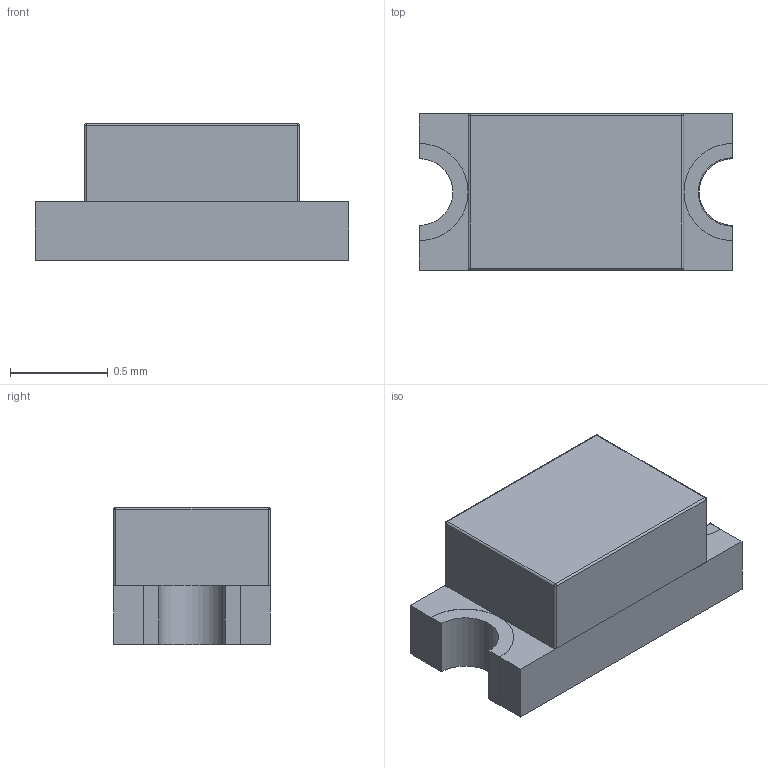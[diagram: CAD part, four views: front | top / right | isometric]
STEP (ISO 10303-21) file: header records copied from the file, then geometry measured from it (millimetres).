
FILE_DESCRIPTION (( 'STEP AP214' ), '1' );
FILE_NAME ('User Library-LED 0603.STEP', '2017-05-24T05:24:30', ( 'Windows User' ), ( '' ), 'SwSTEP 2.0', 'SolidWorks 2017', '' );
FILE_SCHEMA (( 'AUTOMOTIVE_DESIGN' ));
Length unit declared in the file: millimetre
Products named in the file (1): User Library-LED 0603
Bounding box: 1.6 x 0.8 x 0.7 mm (x, y, z)
Volume: 0.7 mm3; surface area: 8.5 mm2
Topology: 7 solids, 7 shells, 93 faces, 217 edges, 130 vertices
Faces by surface type: plane 56, cylinder 27, sphere 8, bspline 2
Entity records: 3752 total; most frequent: CARTESIAN_POINT 925, DIRECTION 449, ORIENTED_EDGE 418, EDGE_CURVE 209, AXIS2_PLACEMENT_3D 150, LINE 149, VECTOR 149, VERTEX_POINT 130
